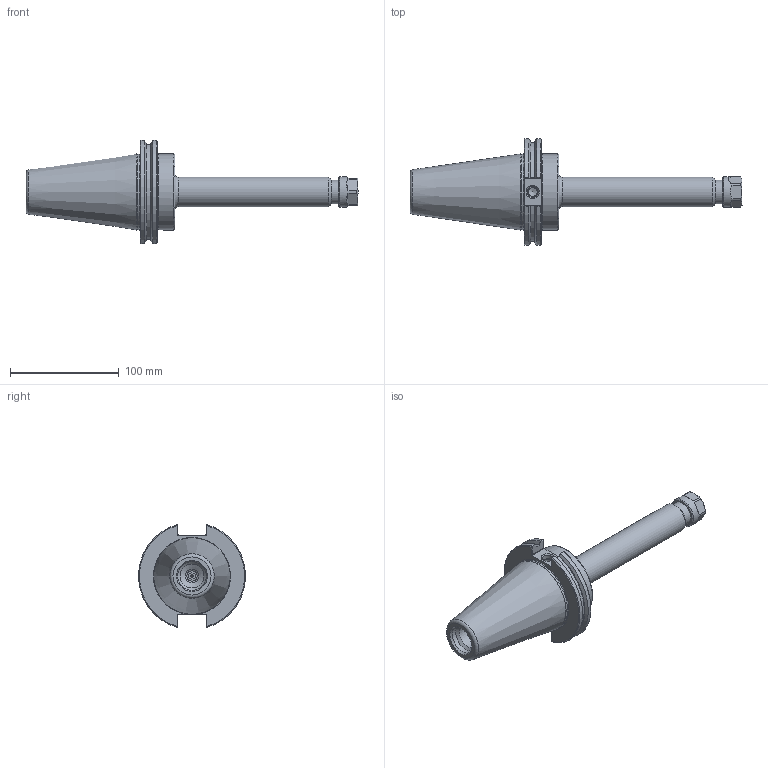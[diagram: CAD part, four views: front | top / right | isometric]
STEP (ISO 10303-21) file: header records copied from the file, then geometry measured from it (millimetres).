
FILE_DESCRIPTION(/* description */ (''),/* implementation_level */ '2;1');
FILE_NAME(/* name */ 'C50-16ERF800.stp',/* time_stamp */ '2017-01-12T14:37:51-05:00',/* author */ ('davhar'),/* organization */ (''),/* preprocessor_version */ 'ST-DEVELOPER v16.1',/* originating_system */ 'Autodesk Inventor 2016',/* authorisation */ '');
FILE_SCHEMA (('AUTOMOTIVE_DESIGN { 1 0 10303 214 3 1 1 }'));
Length unit declared in the file: inch
Products named in the file (4): C50-16ER8-1; 16ERHN; BS-20; C50-16ERF800
Assembly tree (3 placements, depth 2):
  C50-16ERF800
    C50-16ER8-1
    16ERHN
    BS-20
Bounding box: 305.1 x 98.06 x 94.71 mm (x, y, z)
Volume: 453041.9 mm3; surface area: 71554.9 mm2
Topology: 3 solids, 3 shells, 147 faces, 372 edges, 237 vertices
Faces by surface type: plane 59, cylinder 40, cone 29, torus 11, bspline 8
Full cylindrical faces by diameter (mm): 2.286 x1, 8 x1, 9.461 x1, 9.728 x1, 10.135 x1, 10.973 x1, 11.176 x1, 12.4 x1, 12.7 x1, 20.5 x1, 21.946 x1, 21.971 x1, 22 x1, 23 x1, 26.365 x1, 27.432 x1, 28 x1, 69.342 x1, 69.85 x1
Entity records: 5161 total; most frequent: CARTESIAN_POINT 1827, DIRECTION 650, ORIENTED_EDGE 630, EDGE_CURVE 315, AXIS2_PLACEMENT_3D 264, VERTEX_POINT 225, EDGE_LOOP 204, FACE_OUTER_BOUND 147
